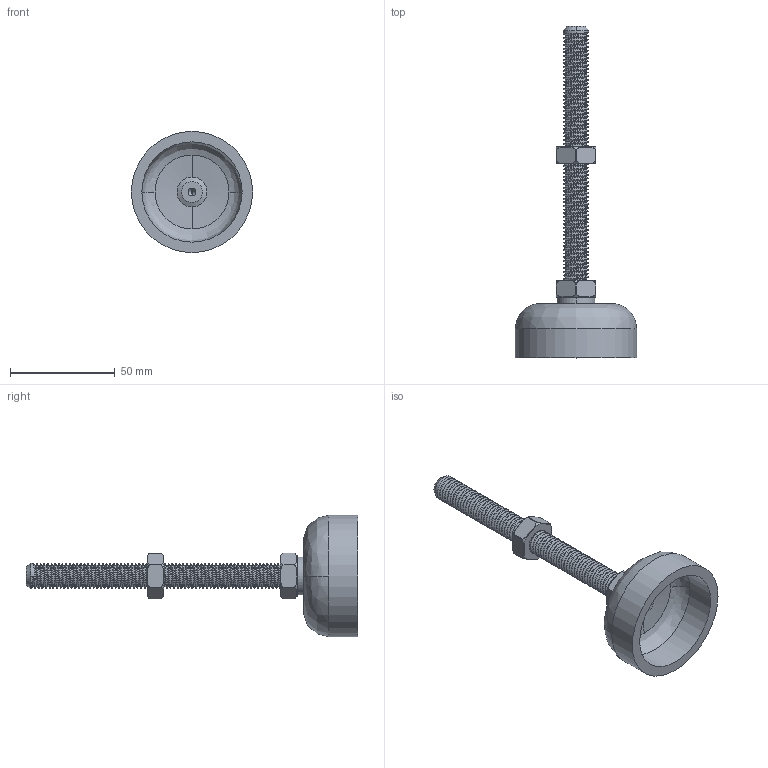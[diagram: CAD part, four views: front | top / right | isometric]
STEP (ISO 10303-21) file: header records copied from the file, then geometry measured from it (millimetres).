
FILE_DESCRIPTION (( 'STEP AP203' ), '1' );
FILE_NAME ('AL-340.0602A.01 Îïîðà ðåãóëèðóåìàÿ D58 Ì12 130 ìì.STEP', '2023-08-09T05:10:34', ( '' ), ( '' ), 'SwSTEP 2.0', 'SolidWorks 2021', '' );
FILE_SCHEMA (( 'CONFIG_CONTROL_DESIGN' ));
Length unit declared in the file: millimetre
Products named in the file (1): AL-340.0602A.01 Îïîðà ðåãóëèðóåìàÿ D58 Ì12 130 ìì
Bounding box: 58 x 158.8 x 58 mm (x, y, z)
Volume: 43221.3 mm3; surface area: 22790.7 mm2
Topology: 5 solids, 6 shells, 374 faces, 990 edges, 625 vertices
Faces by surface type: cylinder 216, bspline 68, cone 32, plane 28, sphere 28, torus 2
Full cylindrical faces by diameter (mm): 48 x1, 58 x1
Entity records: 26561 total; most frequent: CARTESIAN_POINT 18847, ORIENTED_EDGE 1960, DIRECTION 1213, EDGE_CURVE 980, VERTEX_POINT 623, AXIS2_PLACEMENT_3D 474, EDGE_LOOP 385, FACE_OUTER_BOUND 376
